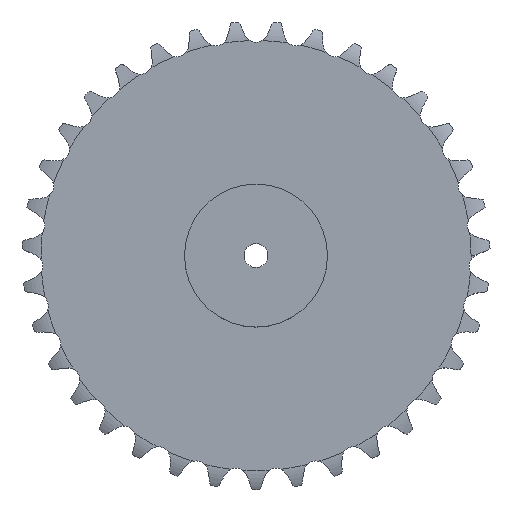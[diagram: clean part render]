
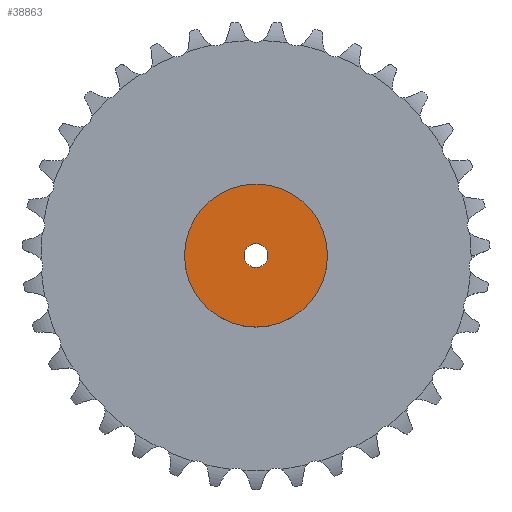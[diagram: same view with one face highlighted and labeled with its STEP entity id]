
A CAD part, top view. The second image highlights one B-rep face of the part: STEP entity #38863.
In plain terms, the highlighted planar face has unit normal (0, 0, 1).
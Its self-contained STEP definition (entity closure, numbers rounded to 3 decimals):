
#4431 = CYLINDRICAL_SURFACE('',#4432,90.);
#4432 = AXIS2_PLACEMENT_3D('',#4433,#4434,#4435);
#4433 = CARTESIAN_POINT('',(0.,0.,0.));
#4434 = DIRECTION('',(-0.,-0.,-1.));
#4435 = DIRECTION('',(1.,0.,0.));
#24580 = VERTEX_POINT('',#24581);
#24581 = CARTESIAN_POINT('',(90.,0.,90.));
#24602 = EDGE_CURVE('',#24580,#24580,#24603,.T.);
#24603 = SURFACE_CURVE('',#24604,(#24609,#24616),.PCURVE_S1.);
#24604 = CIRCLE('',#24605,90.);
#24605 = AXIS2_PLACEMENT_3D('',#24606,#24607,#24608);
#24606 = CARTESIAN_POINT('',(0.,0.,90.));
#24607 = DIRECTION('',(0.,0.,1.));
#24608 = DIRECTION('',(1.,0.,0.));
#24609 = PCURVE('',#4431,#24610);
#24610 = DEFINITIONAL_REPRESENTATION('',(#24611),#24615);
#24611 = LINE('',#24612,#24613);
#24612 = CARTESIAN_POINT('',(-0.,-90.));
#24613 = VECTOR('',#24614,1.);
#24614 = DIRECTION('',(-1.,0.));
#24615 = ( GEOMETRIC_REPRESENTATION_CONTEXT(2) 
PARAMETRIC_REPRESENTATION_CONTEXT() REPRESENTATION_CONTEXT('2D SPACE',''
  ) );
#24616 = PCURVE('',#24617,#24622);
#24617 = PLANE('',#24618);
#24618 = AXIS2_PLACEMENT_3D('',#24619,#24620,#24621);
#24619 = CARTESIAN_POINT('',(0.,0.,90.)
  );
#24620 = DIRECTION('',(0.,0.,1.));
#24621 = DIRECTION('',(1.,0.,0.));
#24622 = DEFINITIONAL_REPRESENTATION('',(#24623),#24627);
#24623 = CIRCLE('',#24624,90.);
#24624 = AXIS2_PLACEMENT_2D('',#24625,#24626);
#24625 = CARTESIAN_POINT('',(0.,0.));
#24626 = DIRECTION('',(1.,0.));
#24627 = ( GEOMETRIC_REPRESENTATION_CONTEXT(2) 
PARAMETRIC_REPRESENTATION_CONTEXT() REPRESENTATION_CONTEXT('2D SPACE',''
  ) );
#33104 = CYLINDRICAL_SURFACE('',#33105,15.);
#33105 = AXIS2_PLACEMENT_3D('',#33106,#33107,#33108);
#33106 = CARTESIAN_POINT('',(0.,0.,883.101));
#33107 = DIRECTION('',(0.,0.,1.));
#33108 = DIRECTION('',(1.,0.,0.));
#38863 = ADVANCED_FACE('',(#38864,#38867),#24617,.T.);
#38864 = FACE_BOUND('',#38865,.T.);
#38865 = EDGE_LOOP('',(#38866));
#38866 = ORIENTED_EDGE('',*,*,#24602,.T.);
#38867 = FACE_BOUND('',#38868,.T.);
#38868 = EDGE_LOOP('',(#38869));
#38869 = ORIENTED_EDGE('',*,*,#38870,.F.);
#38870 = EDGE_CURVE('',#38871,#38871,#38873,.T.);
#38871 = VERTEX_POINT('',#38872);
#38872 = CARTESIAN_POINT('',(15.,0.,90.));
#38873 = SURFACE_CURVE('',#38874,(#38879,#38886),.PCURVE_S1.);
#38874 = CIRCLE('',#38875,15.);
#38875 = AXIS2_PLACEMENT_3D('',#38876,#38877,#38878);
#38876 = CARTESIAN_POINT('',(0.,0.,90.));
#38877 = DIRECTION('',(0.,0.,1.));
#38878 = DIRECTION('',(1.,0.,0.));
#38879 = PCURVE('',#24617,#38880);
#38880 = DEFINITIONAL_REPRESENTATION('',(#38881),#38885);
#38881 = CIRCLE('',#38882,15.);
#38882 = AXIS2_PLACEMENT_2D('',#38883,#38884);
#38883 = CARTESIAN_POINT('',(0.,0.));
#38884 = DIRECTION('',(1.,0.));
#38885 = ( GEOMETRIC_REPRESENTATION_CONTEXT(2) 
PARAMETRIC_REPRESENTATION_CONTEXT() REPRESENTATION_CONTEXT('2D SPACE',''
  ) );
#38886 = PCURVE('',#33104,#38887);
#38887 = DEFINITIONAL_REPRESENTATION('',(#38888),#38892);
#38888 = LINE('',#38889,#38890);
#38889 = CARTESIAN_POINT('',(0.,-793.101));
#38890 = VECTOR('',#38891,1.);
#38891 = DIRECTION('',(1.,0.));
#38892 = ( GEOMETRIC_REPRESENTATION_CONTEXT(2) 
PARAMETRIC_REPRESENTATION_CONTEXT() REPRESENTATION_CONTEXT('2D SPACE',''
  ) );
